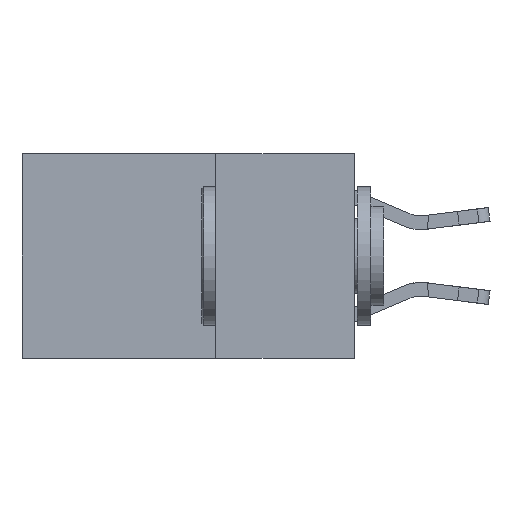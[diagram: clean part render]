
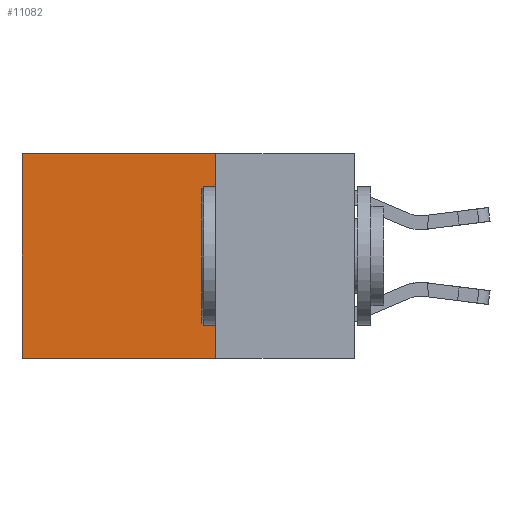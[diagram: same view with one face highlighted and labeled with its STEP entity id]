
A CAD part, left-side view. The second image highlights one B-rep face of the part: STEP entity #11082.
In plain terms, the highlighted planar face has unit normal (-1, 0, 0).
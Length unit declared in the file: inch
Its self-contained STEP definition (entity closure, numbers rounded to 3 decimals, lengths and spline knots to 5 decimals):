
#1251 = CARTESIAN_POINT ( 'NONE',  ( 0.2625, 0.6, -0.37 ) ) ;
#1695 = ORIENTED_EDGE ( 'NONE', *, *, #16680, .T. ) ;
#2011 = DIRECTION ( 'NONE',  ( 0., 0., -1. ) ) ;
#2026 = EDGE_CURVE ( 'NONE', #16564, #10998, #4193, .T. ) ;
#2229 = EDGE_CURVE ( 'NONE', #16564, #15778, #8102, .T. ) ;
#4193 = LINE ( 'NONE', #15886, #11846 ) ;
#4280 = EDGE_CURVE ( 'NONE', #15778, #15820, #6629, .T. ) ;
#4857 = CARTESIAN_POINT ( 'NONE',  ( 0.2625, 0.6, 0. ) ) ;
#4871 = AXIS2_PLACEMENT_3D ( 'NONE', #11828, #6425, #18656 ) ;
#4955 = CARTESIAN_POINT ( 'NONE',  ( 0.2625, 0.25, -0.37 ) ) ;
#4968 = PLANE ( 'NONE',  #4871 ) ;
#6173 = CARTESIAN_POINT ( 'NONE',  ( 0.2625, 0.25, 0. ) ) ;
#6425 = DIRECTION ( 'NONE',  ( 1., 0., 0. ) ) ;
#6629 = LINE ( 'NONE', #4955, #13333 ) ;
#8102 = LINE ( 'NONE', #16541, #15115 ) ;
#10998 = VERTEX_POINT ( 'NONE', #4857 ) ;
#11082 = ADVANCED_FACE ( 'NONE', ( #21984 ), #4968, .F. ) ;
#11807 = ORIENTED_EDGE ( 'NONE', *, *, #4280, .F. ) ;
#11828 = CARTESIAN_POINT ( 'NONE',  ( 0.2625, 0.25, 0. ) ) ;
#11846 = VECTOR ( 'NONE', #15989, 39.37008 ) ;
#12553 = VECTOR ( 'NONE', #2011, 39.37008 ) ;
#13281 = DIRECTION ( 'NONE',  ( 0., 0., -1. ) ) ;
#13333 = VECTOR ( 'NONE', #15533, 39.37008 ) ;
#13703 = CARTESIAN_POINT ( 'NONE',  ( 0.2625, 0.6, 0. ) ) ;
#13808 = LINE ( 'NONE', #13703, #12553 ) ;
#14005 = ORIENTED_EDGE ( 'NONE', *, *, #2026, .T. ) ;
#14142 = EDGE_LOOP ( 'NONE', ( #1695, #11807, #21605, #14005 ) ) ;
#14514 = CARTESIAN_POINT ( 'NONE',  ( 0.2625, 0.25, -0.37 ) ) ;
#15115 = VECTOR ( 'NONE', #13281, 39.37008 ) ;
#15533 = DIRECTION ( 'NONE',  ( 0., 1., 0. ) ) ;
#15778 = VERTEX_POINT ( 'NONE', #14514 ) ;
#15820 = VERTEX_POINT ( 'NONE', #1251 ) ;
#15886 = CARTESIAN_POINT ( 'NONE',  ( 0.2625, 0.25, 0. ) ) ;
#15989 = DIRECTION ( 'NONE',  ( 0., 1., 0. ) ) ;
#16541 = CARTESIAN_POINT ( 'NONE',  ( 0.2625, 0.25, 0. ) ) ;
#16564 = VERTEX_POINT ( 'NONE', #6173 ) ;
#16680 = EDGE_CURVE ( 'NONE', #10998, #15820, #13808, .T. ) ;
#18656 = DIRECTION ( 'NONE',  ( 0., 0., -1. ) ) ;
#21605 = ORIENTED_EDGE ( 'NONE', *, *, #2229, .F. ) ;
#21984 = FACE_OUTER_BOUND ( 'NONE', #14142, .T. ) ;
